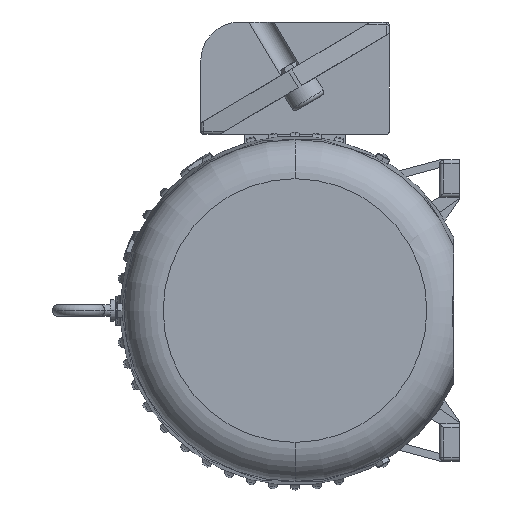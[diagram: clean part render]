
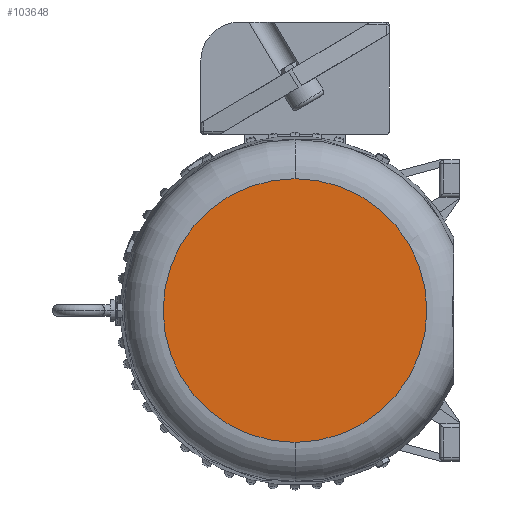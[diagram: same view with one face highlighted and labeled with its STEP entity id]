
A CAD part, left-side view. The second image highlights one B-rep face of the part: STEP entity #103648.
In plain terms, the highlighted planar face has unit normal (-1, 0, 0).
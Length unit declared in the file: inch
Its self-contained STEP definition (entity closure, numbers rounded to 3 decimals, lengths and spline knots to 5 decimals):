
#15257 = VERTEX_POINT ( 'NONE', #137624 ) ;
#21380 = ORIENTED_EDGE ( 'NONE', *, *, #128611, .F. ) ;
#28196 = EDGE_CURVE ( 'Defeatured_0_78+Defeatured_0_46+Defeatured_0_46+Defeatured_0_46', #15257, #189392, #128747, .T. ) ;
#45428 = AXIS2_PLACEMENT_3D ( 'NONE', #137155, #140909, #50243 ) ;
#49067 = AXIS2_PLACEMENT_3D ( 'NONE', #178210, #163707, #136764 ) ;
#50243 = DIRECTION ( 'NONE',  ( 0., 0., -1. ) ) ;
#88541 = CIRCLE ( 'NONE', #45428, 4.20938 ) ;
#88689 = ORIENTED_EDGE ( 'NONE', *, *, #28196, .F. ) ;
#103648 = ADVANCED_FACE ( 'Defeatured_0_46', ( #175390 ), #130076, .T. ) ;
#128611 = EDGE_CURVE ( 'NONE', #189392, #15257, #88541, .T. ) ;
#128747 = CIRCLE ( 'NONE', #153369, 4.20938 ) ;
#130076 = PLANE ( 'NONE',  #49067 ) ;
#133146 = DIRECTION ( 'NONE',  ( 0., 0., -1. ) ) ;
#136042 = CARTESIAN_POINT ( 'NONE',  ( -23.03, 0., 0. ) ) ;
#136764 = DIRECTION ( 'NONE',  ( 0., 0., -1. ) ) ;
#137155 = CARTESIAN_POINT ( 'NONE',  ( -23.03, 0., 0. ) ) ;
#137624 = CARTESIAN_POINT ( 'NONE',  ( -23.03, 0., 4.20938 ) ) ;
#140909 = DIRECTION ( 'NONE',  ( 1., 0., 0. ) ) ;
#147657 = EDGE_LOOP ( 'NONE', ( #21380, #88689 ) ) ;
#150487 = DIRECTION ( 'NONE',  ( 1., 0., 0. ) ) ;
#153369 = AXIS2_PLACEMENT_3D ( 'NONE', #136042, #150487, #133146 ) ;
#163707 = DIRECTION ( 'NONE',  ( -1., 0., 0. ) ) ;
#175390 = FACE_OUTER_BOUND ( 'NONE', #147657, .T. ) ;
#175970 = CARTESIAN_POINT ( 'NONE',  ( -23.03, 0., -4.20938 ) ) ;
#178210 = CARTESIAN_POINT ( 'NONE',  ( -23.03, 5.05361, 5.05126 ) ) ;
#189392 = VERTEX_POINT ( 'NONE', #175970 ) ;
